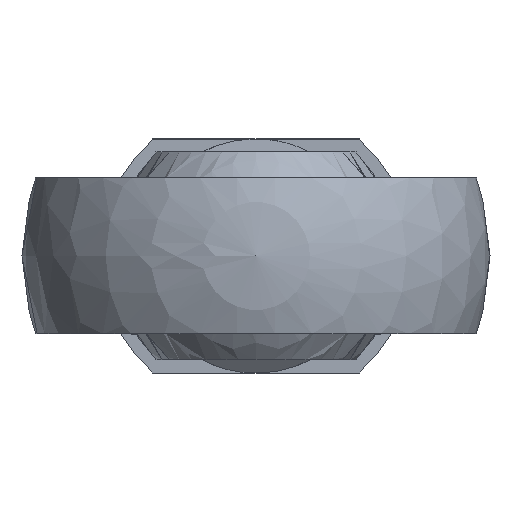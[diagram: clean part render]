
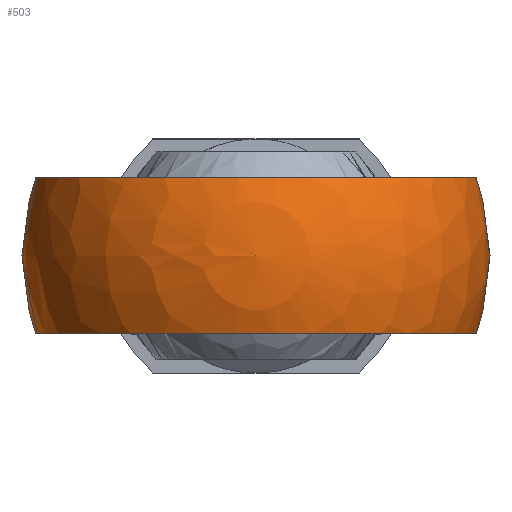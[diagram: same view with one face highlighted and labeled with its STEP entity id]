
A CAD part, front view. The second image highlights one B-rep face of the part: STEP entity #503.
In plain terms, the highlighted spherical face has radius 9 mm.
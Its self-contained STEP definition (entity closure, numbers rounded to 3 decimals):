
#39=SPHERICAL_SURFACE('',#656,9.);
#105=FACE_OUTER_BOUND('',#138,.T.);
#138=EDGE_LOOP('',(#423,#424,#425,#426,#427,#428,#429));
#174=CIRCLE('',#657,7.794);
#175=CIRCLE('',#658,8.485);
#176=CIRCLE('',#659,7.794);
#177=CIRCLE('',#660,9.);
#178=CIRCLE('',#661,7.794);
#179=CIRCLE('',#662,8.485);
#264=VERTEX_POINT('',#963);
#265=VERTEX_POINT('',#964);
#266=VERTEX_POINT('',#966);
#267=VERTEX_POINT('',#968);
#268=VERTEX_POINT('',#970);
#269=VERTEX_POINT('',#972);
#323=EDGE_CURVE('',#264,#265,#174,.T.);
#324=EDGE_CURVE('',#265,#266,#175,.T.);
#325=EDGE_CURVE('',#266,#267,#176,.T.);
#326=EDGE_CURVE('',#268,#267,#177,.T.);
#327=EDGE_CURVE('',#267,#269,#178,.T.);
#328=EDGE_CURVE('',#269,#264,#179,.T.);
#423=ORIENTED_EDGE('',*,*,#323,.T.);
#424=ORIENTED_EDGE('',*,*,#324,.T.);
#425=ORIENTED_EDGE('',*,*,#325,.T.);
#426=ORIENTED_EDGE('',*,*,#326,.F.);
#427=ORIENTED_EDGE('',*,*,#326,.T.);
#428=ORIENTED_EDGE('',*,*,#327,.T.);
#429=ORIENTED_EDGE('',*,*,#328,.T.);
#503=ADVANCED_FACE('',(#105),#39,.T.);
#656=AXIS2_PLACEMENT_3D('',#962,#794,#795);
#657=AXIS2_PLACEMENT_3D('',#965,#796,#797);
#658=AXIS2_PLACEMENT_3D('',#967,#798,#799);
#659=AXIS2_PLACEMENT_3D('',#969,#800,#801);
#660=AXIS2_PLACEMENT_3D('',#971,#802,#803);
#661=AXIS2_PLACEMENT_3D('',#973,#804,#805);
#662=AXIS2_PLACEMENT_3D('',#974,#806,#807);
#794=DIRECTION('center_axis',(0.,0.,1.));
#795=DIRECTION('ref_axis',(1.,0.,0.));
#796=DIRECTION('center_axis',(0.,0.,1.));
#797=DIRECTION('ref_axis',(1.,0.,0.));
#798=DIRECTION('center_axis',(0.,-1.,0.));
#799=DIRECTION('ref_axis',(0.,0.,1.));
#800=DIRECTION('center_axis',(0.,0.,1.));
#801=DIRECTION('ref_axis',(1.,0.,0.));
#802=DIRECTION('center_axis',(0.,-1.,0.));
#803=DIRECTION('ref_axis',(-1.,0.,0.));
#804=DIRECTION('center_axis',(0.,0.,1.));
#805=DIRECTION('ref_axis',(1.,0.,0.));
#806=DIRECTION('center_axis',(0.,1.,0.));
#807=DIRECTION('ref_axis',(0.,0.,-1.));
#962=CARTESIAN_POINT('Origin',(0.,0.,0.));
#963=CARTESIAN_POINT('',(7.194,-3.,-4.5));
#964=CARTESIAN_POINT('',(7.194,3.,-4.5));
#965=CARTESIAN_POINT('Origin',(0.,0.,-4.5));
#966=CARTESIAN_POINT('',(-7.194,3.,-4.5));
#967=CARTESIAN_POINT('Origin',(0.,3.,0.));
#968=CARTESIAN_POINT('',(-7.794,0.,-4.5));
#969=CARTESIAN_POINT('Origin',(0.,0.,-4.5));
#970=CARTESIAN_POINT('',(0.,0.,9.));
#971=CARTESIAN_POINT('Origin',(0.,0.,0.));
#972=CARTESIAN_POINT('',(-7.194,-3.,-4.5));
#973=CARTESIAN_POINT('Origin',(0.,0.,-4.5));
#974=CARTESIAN_POINT('Origin',(0.,-3.,0.));
